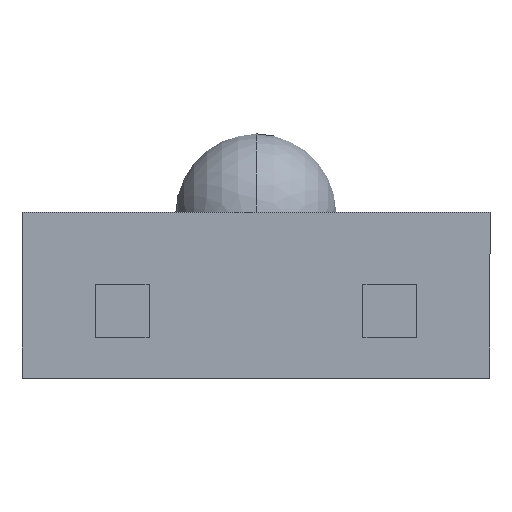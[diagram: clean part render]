
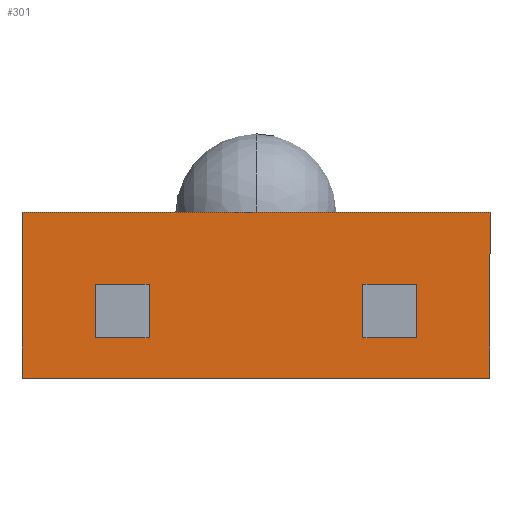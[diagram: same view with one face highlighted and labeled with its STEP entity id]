
A CAD part, front view. The second image highlights one B-rep face of the part: STEP entity #301.
In plain terms, the highlighted planar face has unit normal (0, -1, 0).
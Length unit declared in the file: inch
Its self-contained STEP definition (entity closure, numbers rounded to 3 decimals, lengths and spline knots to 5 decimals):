
#14 = CARTESIAN_POINT ( 'NONE',  ( -0.0875, 0., -0.031 ) ) ;
#19 = CARTESIAN_POINT ( 'NONE',  ( -0.06, 0., -0.01585 ) ) ;
#41 = FACE_OUTER_BOUND ( 'NONE', #332, .T. ) ;
#42 = VECTOR ( 'NONE', #250, 39.37008 ) ;
#55 = CARTESIAN_POINT ( 'NONE',  ( 0.06, 0., 0.00415 ) ) ;
#58 = DIRECTION ( 'NONE',  ( 1., 0., 0. ) ) ;
#61 = DIRECTION ( 'NONE',  ( 0., 0., 1. ) ) ;
#65 = VERTEX_POINT ( 'NONE', #396 ) ;
#73 = LINE ( 'NONE', #131, #415 ) ;
#79 = VECTOR ( 'NONE', #487, 39.37008 ) ;
#87 = CARTESIAN_POINT ( 'NONE',  ( -0.06, 0., 0.00415 ) ) ;
#92 = DIRECTION ( 'NONE',  ( -1., 0., 0. ) ) ;
#93 = EDGE_CURVE ( 'NONE', #610, #589, #558, .T. ) ;
#99 = ORIENTED_EDGE ( 'NONE', *, *, #867, .T. ) ;
#104 = CARTESIAN_POINT ( 'NONE',  ( -0.06, 0., 0.00415 ) ) ;
#115 = EDGE_CURVE ( 'NONE', #610, #467, #389, .T. ) ;
#130 = VECTOR ( 'NONE', #452, 39.37008 ) ;
#131 = CARTESIAN_POINT ( 'NONE',  ( -0.0875, 0., 0.031 ) ) ;
#140 = ORIENTED_EDGE ( 'NONE', *, *, #839, .F. ) ;
#141 = CARTESIAN_POINT ( 'NONE',  ( 0.06, 0., 0.00415 ) ) ;
#142 = VECTOR ( 'NONE', #92, 39.37008 ) ;
#155 = LINE ( 'NONE', #519, #130 ) ;
#163 = CARTESIAN_POINT ( 'NONE',  ( 0.0875, 0., 0.031 ) ) ;
#196 = EDGE_CURVE ( 'NONE', #392, #848, #265, .T. ) ;
#208 = DIRECTION ( 'NONE',  ( 0., 0., -1. ) ) ;
#212 = ORIENTED_EDGE ( 'NONE', *, *, #592, .T. ) ;
#218 = CARTESIAN_POINT ( 'NONE',  ( -0.0875, 0., -0.031 ) ) ;
#235 = FACE_BOUND ( 'NONE', #237, .T. ) ;
#237 = EDGE_LOOP ( 'NONE', ( #140, #304, #518, #99 ) ) ;
#239 = ORIENTED_EDGE ( 'NONE', *, *, #685, .F. ) ;
#250 = DIRECTION ( 'NONE',  ( -1., 0., 0. ) ) ;
#265 = LINE ( 'NONE', #218, #79 ) ;
#280 = CARTESIAN_POINT ( 'NONE',  ( -0.04, 0., 0.00415 ) ) ;
#283 = VECTOR ( 'NONE', #311, 39.37008 ) ;
#293 = CARTESIAN_POINT ( 'NONE',  ( 0.04, 0., 0.00415 ) ) ;
#301 = ADVANCED_FACE ( 'NONE', ( #235, #761, #41 ), #776, .F. ) ;
#304 = ORIENTED_EDGE ( 'NONE', *, *, #93, .F. ) ;
#305 = ORIENTED_EDGE ( 'NONE', *, *, #700, .F. ) ;
#308 = LINE ( 'NONE', #612, #719 ) ;
#311 = DIRECTION ( 'NONE',  ( 0., 0., -1. ) ) ;
#322 = DIRECTION ( 'NONE',  ( 0., 0., 1. ) ) ;
#332 = EDGE_LOOP ( 'NONE', ( #673, #626, #305, #239 ) ) ;
#339 = EDGE_CURVE ( 'NONE', #65, #856, #603, .T. ) ;
#342 = VERTEX_POINT ( 'NONE', #163 ) ;
#366 = VERTEX_POINT ( 'NONE', #19 ) ;
#387 = EDGE_CURVE ( 'NONE', #856, #366, #595, .T. ) ;
#389 = LINE ( 'NONE', #55, #714 ) ;
#392 = VERTEX_POINT ( 'NONE', #698 ) ;
#395 = VECTOR ( 'NONE', #750, 39.37008 ) ;
#396 = CARTESIAN_POINT ( 'NONE',  ( -0.04, 0., 0.00415 ) ) ;
#405 = AXIS2_PLACEMENT_3D ( 'NONE', #502, #571, #322 ) ;
#415 = VECTOR ( 'NONE', #58, 39.37008 ) ;
#451 = CARTESIAN_POINT ( 'NONE',  ( -0.0875, 0., 0.031 ) ) ;
#452 = DIRECTION ( 'NONE',  ( -1., 0., 0. ) ) ;
#455 = VERTEX_POINT ( 'NONE', #495 ) ;
#458 = CARTESIAN_POINT ( 'NONE',  ( 0.0875, 0., -0.031 ) ) ;
#467 = VERTEX_POINT ( 'NONE', #642 ) ;
#487 = DIRECTION ( 'NONE',  ( -1., 0., 0. ) ) ;
#495 = CARTESIAN_POINT ( 'NONE',  ( -0.04, 0., -0.01585 ) ) ;
#498 = LINE ( 'NONE', #280, #777 ) ;
#502 = CARTESIAN_POINT ( 'NONE',  ( -0.0875, 0., 0.031 ) ) ;
#503 = LINE ( 'NONE', #458, #653 ) ;
#509 = ORIENTED_EDGE ( 'NONE', *, *, #387, .F. ) ;
#518 = ORIENTED_EDGE ( 'NONE', *, *, #115, .T. ) ;
#519 = CARTESIAN_POINT ( 'NONE',  ( -0.06, 0., -0.01585 ) ) ;
#558 = LINE ( 'NONE', #709, #42 ) ;
#560 = VERTEX_POINT ( 'NONE', #842 ) ;
#571 = DIRECTION ( 'NONE',  ( 0., 1., 0. ) ) ;
#572 = DIRECTION ( 'NONE',  ( 0., 0., -1. ) ) ;
#589 = VERTEX_POINT ( 'NONE', #811 ) ;
#592 = EDGE_CURVE ( 'NONE', #65, #455, #498, .T. ) ;
#595 = LINE ( 'NONE', #104, #283 ) ;
#603 = LINE ( 'NONE', #689, #142 ) ;
#610 = VERTEX_POINT ( 'NONE', #141 ) ;
#612 = CARTESIAN_POINT ( 'NONE',  ( 0.04, 0., -0.01585 ) ) ;
#615 = DIRECTION ( 'NONE',  ( -1., 0., 0. ) ) ;
#626 = ORIENTED_EDGE ( 'NONE', *, *, #196, .F. ) ;
#642 = CARTESIAN_POINT ( 'NONE',  ( 0.06, 0., -0.01585 ) ) ;
#647 = DIRECTION ( 'NONE',  ( 0., 0., -1. ) ) ;
#653 = VECTOR ( 'NONE', #647, 39.37008 ) ;
#656 = CARTESIAN_POINT ( 'NONE',  ( -0.0875, 0., -0.031 ) ) ;
#673 = ORIENTED_EDGE ( 'NONE', *, *, #680, .F. ) ;
#680 = EDGE_CURVE ( 'NONE', #848, #796, #787, .T. ) ;
#685 = EDGE_CURVE ( 'NONE', #796, #342, #73, .T. ) ;
#689 = CARTESIAN_POINT ( 'NONE',  ( -0.06, 0., 0.00415 ) ) ;
#698 = CARTESIAN_POINT ( 'NONE',  ( 0.0875, 0., -0.031 ) ) ;
#700 = EDGE_CURVE ( 'NONE', #342, #392, #503, .T. ) ;
#709 = CARTESIAN_POINT ( 'NONE',  ( 0.04, 0., 0.00415 ) ) ;
#714 = VECTOR ( 'NONE', #572, 39.37008 ) ;
#719 = VECTOR ( 'NONE', #615, 39.37008 ) ;
#734 = EDGE_CURVE ( 'NONE', #455, #366, #155, .T. ) ;
#745 = LINE ( 'NONE', #293, #395 ) ;
#750 = DIRECTION ( 'NONE',  ( 0., 0., -1. ) ) ;
#761 = FACE_BOUND ( 'NONE', #783, .T. ) ;
#770 = VECTOR ( 'NONE', #61, 39.37008 ) ;
#775 = ORIENTED_EDGE ( 'NONE', *, *, #339, .F. ) ;
#776 = PLANE ( 'NONE',  #405 ) ;
#777 = VECTOR ( 'NONE', #208, 39.37008 ) ;
#783 = EDGE_LOOP ( 'NONE', ( #509, #775, #212, #838 ) ) ;
#787 = LINE ( 'NONE', #656, #770 ) ;
#796 = VERTEX_POINT ( 'NONE', #451 ) ;
#811 = CARTESIAN_POINT ( 'NONE',  ( 0.04, 0., 0.00415 ) ) ;
#838 = ORIENTED_EDGE ( 'NONE', *, *, #734, .T. ) ;
#839 = EDGE_CURVE ( 'NONE', #589, #560, #745, .T. ) ;
#842 = CARTESIAN_POINT ( 'NONE',  ( 0.04, 0., -0.01585 ) ) ;
#848 = VERTEX_POINT ( 'NONE', #14 ) ;
#856 = VERTEX_POINT ( 'NONE', #87 ) ;
#867 = EDGE_CURVE ( 'NONE', #467, #560, #308, .T. ) ;
